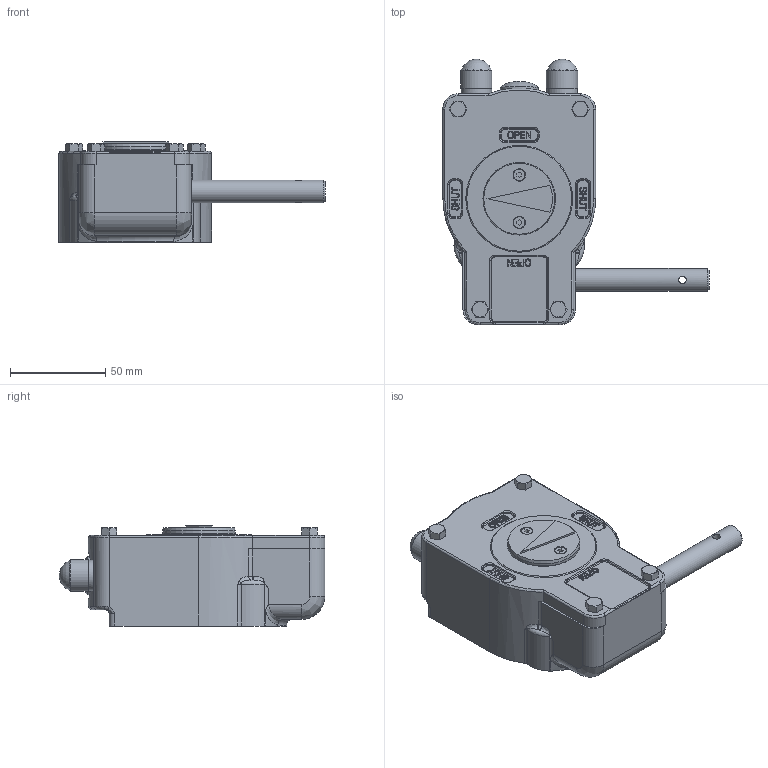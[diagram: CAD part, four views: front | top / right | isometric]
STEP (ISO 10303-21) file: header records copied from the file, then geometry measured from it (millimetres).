
FILE_DESCRIPTION( ( 'Unknown' ), '1' );
FILE_NAME( 'AB150N LH.stp', 'Unknown', ( 'Unknown' ), ( 'Unknown' ), 'PSStep 15.0.49', 'Unknown', ' ' );
FILE_SCHEMA( ( 'AUTOMOTIVE_DESIGN { 1 0 10303 214 1 1 1 1 }' ) );
Length unit declared in the file: millimetre
Products named in the file (1): 21Q7Z10000000
Bounding box: 139.5 x 139.19 x 52.5 mm (x, y, z)
Volume: 274121.3 mm3; surface area: 91392.6 mm2
Topology: 1 solids, 19 shells, 1174 faces, 3105 edges, 1958 vertices
Faces by surface type: plane 445, cylinder 320, cone 228, torus 116, bspline 29, sphere 20, extrusion 16
Full cylindrical faces by diameter (mm): 2.5 x2, 3.242 x4, 3.5 x2, 4 x2, 4.1 x2, 4.134 x8, 4.917 x8, 5 x4, 5.5 x4, 6 x4, 6.5 x2, 6.647 x10, 12 x2, 14 x2, 16 x5, 16.5 x2, 17 x2, 18 x2, 20 x1, 26 x1, 32.1 x2, 34 x2, 35 x3, 38 x1, 40 x2
Entity records: 51041 total; most frequent: CARTESIAN_POINT 14759, ORIENTED_EDGE 5672, DIRECTION 5318, EDGE_CURVE 2836, AXIS2_PLACEMENT_3D 2210, VERTEX_POINT 1883, EDGE_LOOP 1397, FACE_OUTER_BOUND 1263
